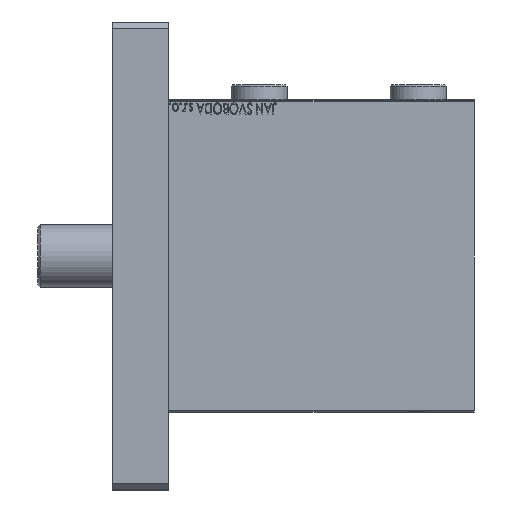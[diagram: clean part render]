
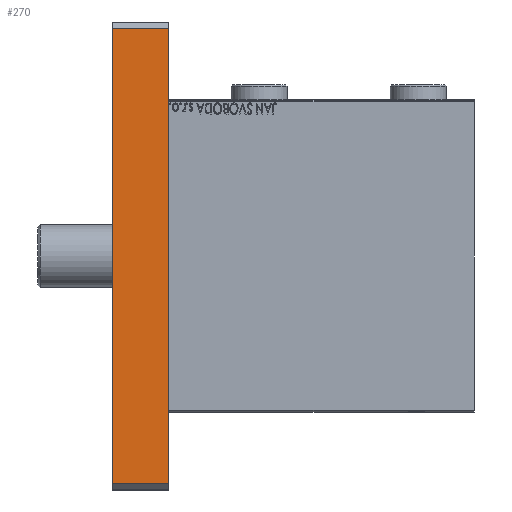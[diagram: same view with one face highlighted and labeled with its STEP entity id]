
A CAD part, front view. The second image highlights one B-rep face of the part: STEP entity #270.
In plain terms, the highlighted planar face has unit normal (0, -1, 0).
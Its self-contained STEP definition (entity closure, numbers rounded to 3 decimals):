
#270 = ADVANCED_FACE ( 'NONE', ( #32404 ), #18306, .F. ) ;
#1497 = LINE ( 'NONE', #30384, #17166 ) ;
#1556 = LINE ( 'NONE', #34558, #21061 ) ;
#5442 = DIRECTION ( 'NONE',  ( 0., 0., 1. ) ) ;
#6279 = VERTEX_POINT ( 'NONE', #21643 ) ;
#8330 = DIRECTION ( 'NONE',  ( 0., 1., 0. ) ) ;
#8355 = LINE ( 'NONE', #22685, #20176 ) ;
#10643 = ORIENTED_EDGE ( 'NONE', *, *, #46183, .F. ) ;
#11567 = CARTESIAN_POINT ( 'NONE',  ( 73., -37.5, 18. ) ) ;
#12181 = VERTEX_POINT ( 'NONE', #35662 ) ;
#12591 = CARTESIAN_POINT ( 'NONE',  ( -75., -37.5, 18. ) ) ;
#12815 = ORIENTED_EDGE ( 'NONE', *, *, #46749, .T. ) ;
#17166 = VECTOR ( 'NONE', #26742, 1000. ) ;
#18306 = PLANE ( 'NONE',  #32518 ) ;
#20176 = VECTOR ( 'NONE', #30912, 1000. ) ;
#21061 = VECTOR ( 'NONE', #5442, 1000. ) ;
#21643 = CARTESIAN_POINT ( 'NONE',  ( -73., -37.5, 18. ) ) ;
#21755 = LINE ( 'NONE', #12591, #25697 ) ;
#22685 = CARTESIAN_POINT ( 'NONE',  ( -73., -37.5, 18. ) ) ;
#22891 = CARTESIAN_POINT ( 'NONE',  ( -75., -37.5, 18. ) ) ;
#23133 = DIRECTION ( 'NONE',  ( 0., 0., 1. ) ) ;
#23274 = ORIENTED_EDGE ( 'NONE', *, *, #44715, .T. ) ;
#25697 = VECTOR ( 'NONE', #42202, 1000. ) ;
#26071 = ORIENTED_EDGE ( 'NONE', *, *, #46284, .T. ) ;
#26742 = DIRECTION ( 'NONE',  ( 1., 0., 0. ) ) ;
#27653 = CARTESIAN_POINT ( 'NONE',  ( 73., -37.5, 0. ) ) ;
#28472 = VERTEX_POINT ( 'NONE', #11567 ) ;
#30218 = VERTEX_POINT ( 'NONE', #27653 ) ;
#30384 = CARTESIAN_POINT ( 'NONE',  ( -75., -37.5, 0. ) ) ;
#30912 = DIRECTION ( 'NONE',  ( 0., 0., -1. ) ) ;
#32404 = FACE_OUTER_BOUND ( 'NONE', #32561, .T. ) ;
#32518 = AXIS2_PLACEMENT_3D ( 'NONE', #22891, #8330, #23133 ) ;
#32561 = EDGE_LOOP ( 'NONE', ( #12815, #26071, #10643, #23274 ) ) ;
#34558 = CARTESIAN_POINT ( 'NONE',  ( 73., -37.5, 18. ) ) ;
#35662 = CARTESIAN_POINT ( 'NONE',  ( -73., -37.5, 0. ) ) ;
#42202 = DIRECTION ( 'NONE',  ( 1., 0., 0. ) ) ;
#44715 = EDGE_CURVE ( 'NONE', #6279, #12181, #8355, .T. ) ;
#46183 = EDGE_CURVE ( 'NONE', #6279, #28472, #21755, .T. ) ;
#46284 = EDGE_CURVE ( 'NONE', #30218, #28472, #1556, .T. ) ;
#46749 = EDGE_CURVE ( 'NONE', #12181, #30218, #1497, .T. ) ;
